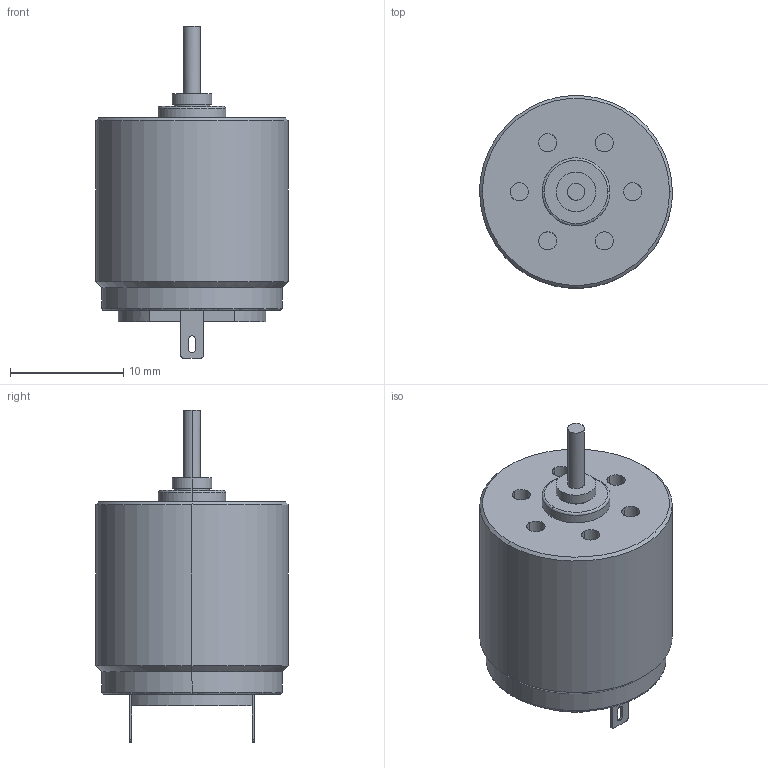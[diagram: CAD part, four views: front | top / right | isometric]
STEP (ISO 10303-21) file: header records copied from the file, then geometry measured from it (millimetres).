
FILE_DESCRIPTION(/* description */ (''),/* implementation_level */ '2;1');
FILE_NAME(/* name */ '1717_SR',/* time_stamp */ '2013-10-03T16:38:36+02:00',/* author */ (''),/* organization */ (''),/* preprocessor_version */ 'ST-DEVELOPER v10',/* originating_system */ '',/* authorisation */ '');
FILE_SCHEMA (('CONFIG_CONTROL_DESIGN'));
Length unit declared in the file: millimetre
Products named in the file (1): 1
Bounding box: 17 x 16.97 x 29.3 mm (x, y, z)
Volume: 3953.1 mm3; surface area: 1503.3 mm2
Topology: 1 solids, 1 shells, 91 faces, 214 edges, 138 vertices
Faces by surface type: bspline 91
Entity records: 2806 total; most frequent: CARTESIAN_POINT 1445, ORIENTED_EDGE 428, EDGE_CURVE 214, VERTEX_POINT 138, B_SPLINE_CURVE_WITH_KNOTS 136, EDGE_LOOP 108, ADVANCED_FACE 91, FACE_OUTER_BOUND 91
